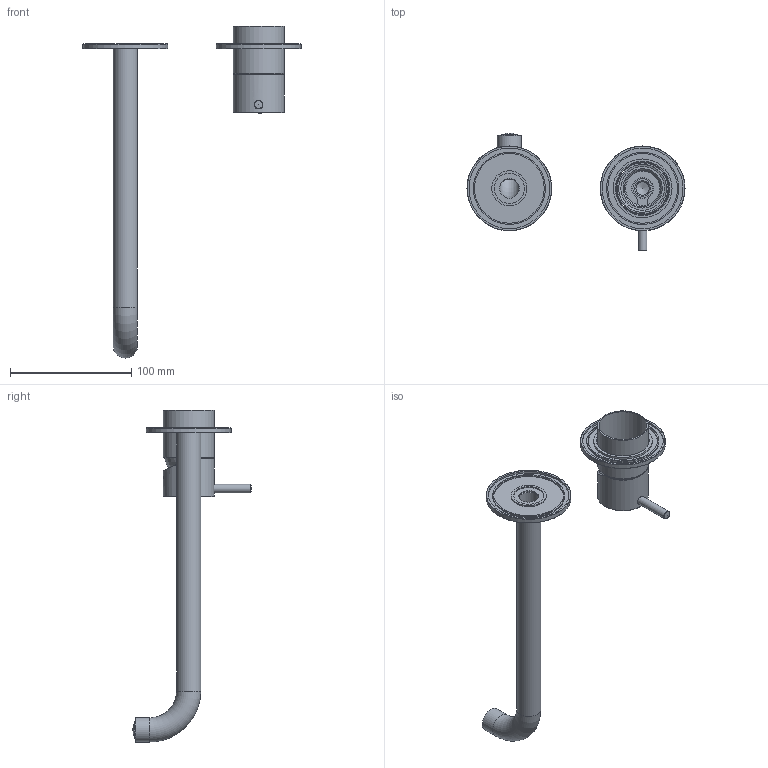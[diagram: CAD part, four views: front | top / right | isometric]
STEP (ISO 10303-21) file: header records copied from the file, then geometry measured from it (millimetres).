
FILE_DESCRIPTION(/* description */ ('Unknown'),/* implementation_level */ '2;1');
FILE_NAME(/* name */ 'CB105-25',/* time_stamp */ '2023-11-20T11:31:17+01:00',/* author */ ('Unknown'),/* organization */ ('Unknown'),/* preprocessor_version */ 'ST-DEVELOPER v18.102',/* originating_system */ 'Solid Edge',/* authorisation */ 'Unknown');
FILE_SCHEMA (('AUTOMOTIVE_DESIGN {1 0 10303 214 3 1 1}'));
Length unit declared in the file: millimetre
Products named in the file (14): CB105EXT25-00; CB031-11; CB105-001_oa_0; CB105-01; CB003-08; CB095-001-25; CB095-08; CB095-04; CB095FL70-00_oa_1; CB005-15; CB031FL70-00_oa_2; CB005-14; CB003-002_oa_3; CB003-002-1
Assembly tree (13 placements, depth 3):
  CB105EXT25-00
    CB031-11
    CB105-001_oa_0
      CB105-01
      CB003-08
    CB095-001-25
      CB095-08
      CB095-04
    CB095FL70-00_oa_1
      CB005-15
    CB031FL70-00_oa_2
      CB005-14
    CB003-002_oa_3
      CB003-002-1
Bounding box: 179.9 x 97.52 x 273.8 mm (x, y, z)
Volume: 70315.3 mm3; surface area: 74602 mm2
Topology: 8 solids, 8 shells, 316 faces, 767 edges, 501 vertices
Faces by surface type: plane 169, cylinder 55, bspline 42, torus 30, cone 19, sphere 1
Full cylindrical faces by diameter (mm): 3.3 x2, 4 x1, 5 x2, 6 x1, 7 x1, 7.2 x1, 11 x1, 12.196 x1, 13.464 x1, 14.577 x1, 15.033 x1, 15.218 x1, 15.229 x1, 16 x3, 16.1 x2, 16.3 x2, 16.5 x2, 16.75 x1, 20 x2, 20.5 x1, 25 x1, 28.3 x1, 29 x1, 30.376 x2, 36 x1, 39 x1, 39.5 x1, 42 x2, 42.5 x1, 43 x1
Entity records: 11113 total; most frequent: CARTESIAN_POINT 2476, ORIENTED_EDGE 1306, DIRECTION 1237, EDGE_CURVE 653, AXIS2_PLACEMENT_3D 480, VERTEX_POINT 478, FACE_BOUND 455, EDGE_LOOP 452
